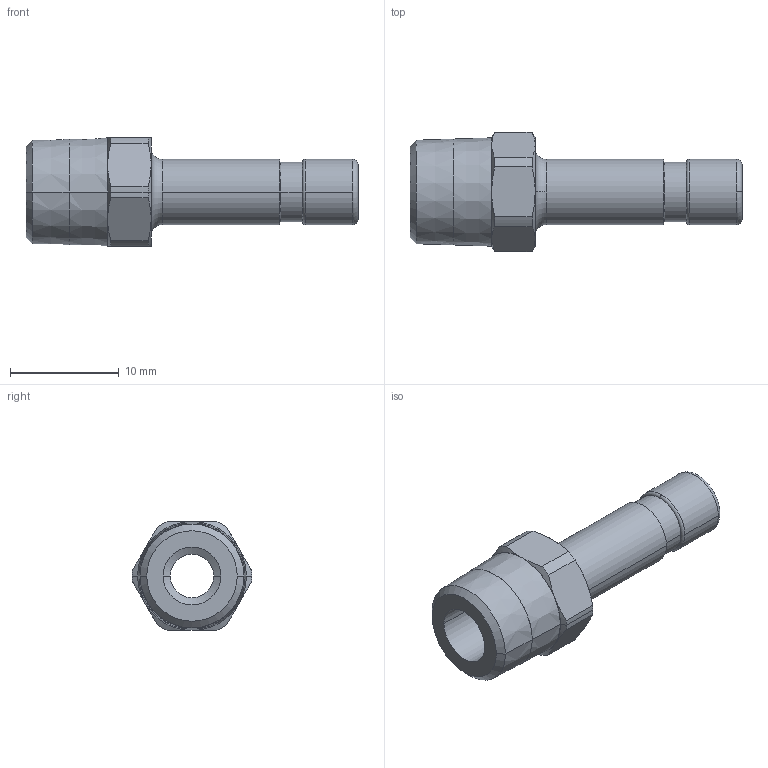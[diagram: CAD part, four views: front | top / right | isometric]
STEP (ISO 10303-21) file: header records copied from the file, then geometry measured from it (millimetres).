
FILE_DESCRIPTION(('STEP AP214'),'1');
FILE_NAME('3821_06_10.stp','2016-07-07T14:27:31',('TraceParts'),('TraceParts S.A.'),'Spatial InterOp 3D',' ',' ');
FILE_SCHEMA(('automotive_design'));
Length unit declared in the file: millimetre
Products named in the file (1): 1
Bounding box: 30.5 x 11 x 10 mm (x, y, z)
Volume: 967.4 mm3; surface area: 1278.4 mm2
Topology: 1 solids, 1 shells, 64 faces, 150 edges, 92 vertices
Faces by surface type: cone 26, cylinder 20, plane 12, torus 6
Entity records: 1891 total; most frequent: CARTESIAN_POINT 403, DIRECTION 342, ORIENTED_EDGE 300, AXIS2_PLACEMENT_3D 151, EDGE_CURVE 150, VERTEX_POINT 92, CIRCLE 86, EDGE_LOOP 70
